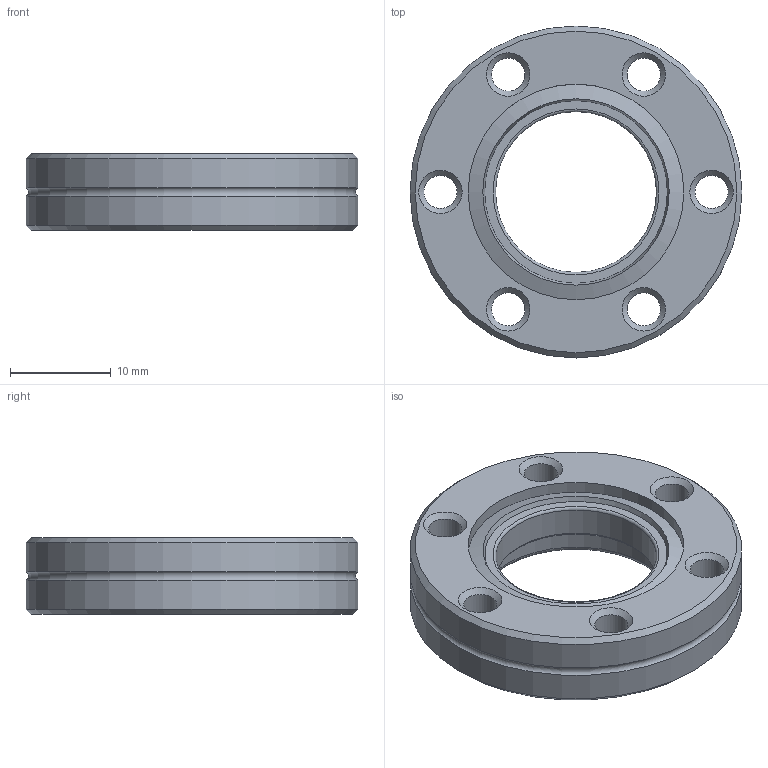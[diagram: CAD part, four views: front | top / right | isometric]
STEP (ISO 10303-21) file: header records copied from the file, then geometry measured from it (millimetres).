
FILE_DESCRIPTION( ( 'Unknown' ), '1' );
FILE_NAME( 'F0133X075NM.stp', 'Unknown', ( 'Unknown' ), ( 'Unknown' ), 'XStep 1.0', 'Unknown', ' ' );
FILE_SCHEMA( ( 'CONFIG_CONTROL_DESIGN' ) );
Length unit declared in the file: millimetre
Products named in the file (1): 1
Bounding box: 33.02 x 33.02 x 7.62 mm (x, y, z)
Volume: 4065.9 mm3; surface area: 2857.5 mm2
Topology: 1 solids, 1 shells, 37 faces, 81 edges, 48 vertices
Faces by surface type: cone 17, cylinder 11, torus 5, plane 4
Full cylindrical faces by diameter (mm): 3.3 x6, 16.002 x1, 19.304 x1, 21.463 x1, 33.02 x2
Entity records: 876 total; most frequent: DIRECTION 162, CARTESIAN_POINT 124, EDGE_LOOP 86, ORIENTED_EDGE 86, AXIS2_PLACEMENT_3D 81, FACE_OUTER_BOUND 53, EDGE_CURVE 43, VERTEX_POINT 43
